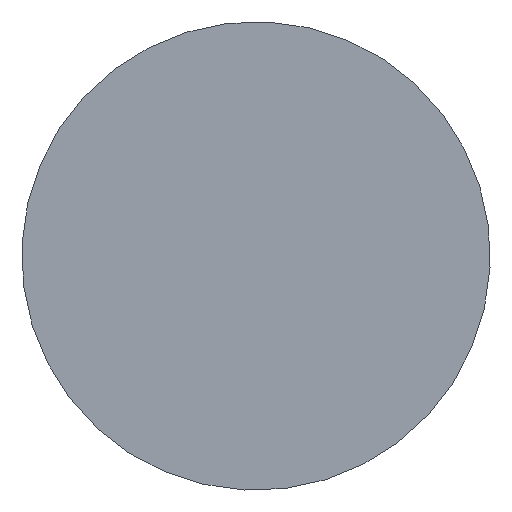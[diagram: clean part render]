
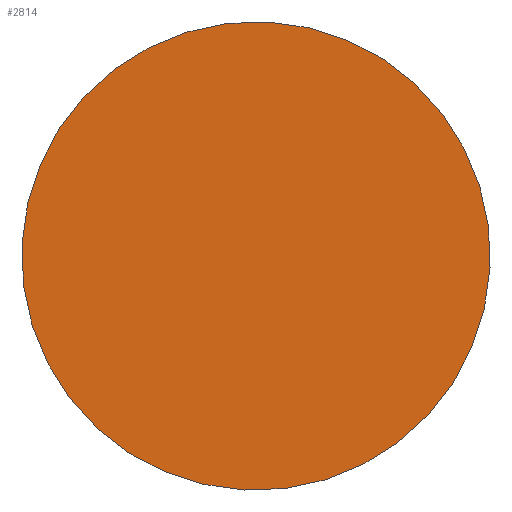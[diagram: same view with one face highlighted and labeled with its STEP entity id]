
A CAD part, front view. The second image highlights one B-rep face of the part: STEP entity #2814.
In plain terms, the highlighted planar face has unit normal (0, -1, 0).
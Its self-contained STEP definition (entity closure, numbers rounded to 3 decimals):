
#274 = AXIS2_PLACEMENT_3D ( 'NONE', #3314, #5092, #6491 ) ;
#679 = VERTEX_POINT ( 'NONE', #3561 ) ;
#1140 = CARTESIAN_POINT ( 'NONE',  ( 0., 0., 0. ) ) ;
#1184 = PLANE ( 'NONE',  #4076 ) ;
#1796 = ORIENTED_EDGE ( 'NONE', *, *, #3907, .F. ) ;
#1899 = ORIENTED_EDGE ( 'NONE', *, *, #5693, .F. ) ;
#2472 = DIRECTION ( 'NONE',  ( 0., 0., 1. ) ) ;
#2814 = ADVANCED_FACE ( 'NONE', ( #4291 ), #1184, .F. ) ;
#3314 = CARTESIAN_POINT ( 'NONE',  ( 0., 0., 0. ) ) ;
#3561 = CARTESIAN_POINT ( 'NONE',  ( 0., 0., -21.5 ) ) ;
#3716 = DIRECTION ( 'NONE',  ( 0., 1., 0. ) ) ;
#3747 = CARTESIAN_POINT ( 'NONE',  ( 0., 0., 0. ) ) ;
#3907 = EDGE_CURVE ( 'NONE', #6848, #679, #6753, .T. ) ;
#3908 = EDGE_LOOP ( 'NONE', ( #1899, #1796 ) ) ;
#4076 = AXIS2_PLACEMENT_3D ( 'NONE', #1140, #3716, #2472 ) ;
#4291 = FACE_OUTER_BOUND ( 'NONE', #3908, .T. ) ;
#4912 = CARTESIAN_POINT ( 'NONE',  ( 0., 0., 21.5 ) ) ;
#4982 = DIRECTION ( 'NONE',  ( 0., 0., 1. ) ) ;
#5092 = DIRECTION ( 'NONE',  ( 0., 1., 0. ) ) ;
#5693 = EDGE_CURVE ( 'NONE', #679, #6848, #8069, .T. ) ;
#6491 = DIRECTION ( 'NONE',  ( 0., 0., 1. ) ) ;
#6753 = CIRCLE ( 'NONE', #274, 21.5 ) ;
#6848 = VERTEX_POINT ( 'NONE', #4912 ) ;
#7016 = AXIS2_PLACEMENT_3D ( 'NONE', #3747, #8134, #4982 ) ;
#8069 = CIRCLE ( 'NONE', #7016, 21.5 ) ;
#8134 = DIRECTION ( 'NONE',  ( 0., 1., 0. ) ) ;
